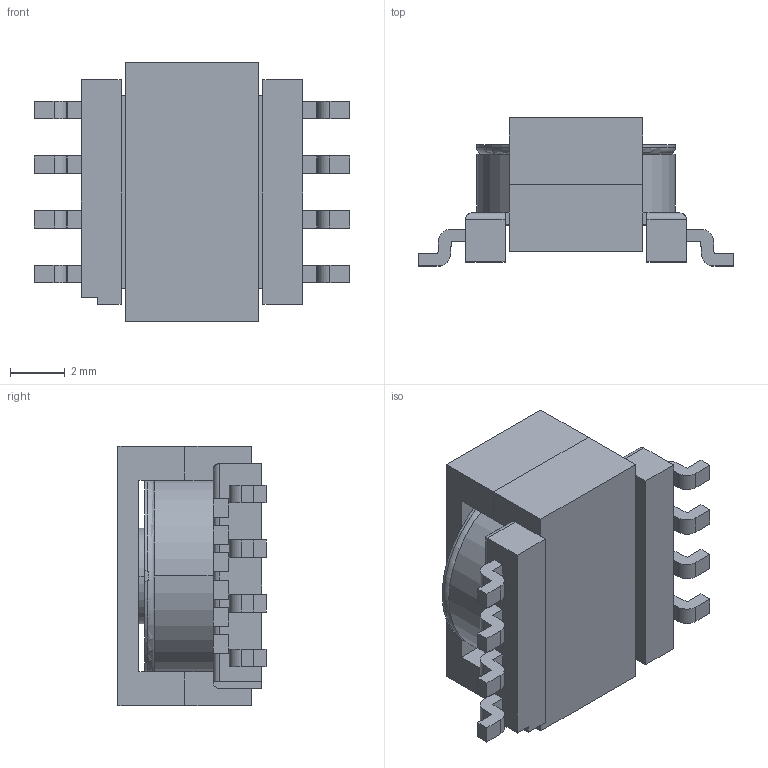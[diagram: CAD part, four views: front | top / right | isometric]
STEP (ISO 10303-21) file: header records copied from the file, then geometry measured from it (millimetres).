
FILE_DESCRIPTION (( 'STEP AP214' ), '1' );
FILE_NAME ('ER9.5_6051.STEP', '2019-01-31T20:44:06', ( '' ), ( '' ), 'SwSTEP 2.0', 'SolidWorks 2017', '' );
FILE_SCHEMA (( 'AUTOMOTIVE_DESIGN' ));
Length unit declared in the file: millimetre
Products named in the file (4): 070-6051_coil; 070-6051_6D; ER9.5_6051; 150-1188_6A
Assembly tree (4 placements, depth 2):
  ER9.5_6051
    070-6051_6D
    070-6051_coil
    150-1188_6A  x2
Bounding box: 11.56 x 5.42 x 9.5 mm (x, y, z)
Volume: 276 mm3; surface area: 823.1 mm2
Topology: 4 solids, 4 shells, 230 faces, 629 edges, 419 vertices
Faces by surface type: plane 172, cylinder 56, torus 2
Entity records: 8160 total; most frequent: CARTESIAN_POINT 1247, ORIENTED_EDGE 1174, DIRECTION 1124, EDGE_CURVE 587, LINE 476, VECTOR 476, VERTEX_POINT 391, AXIS2_PLACEMENT_3D 324
